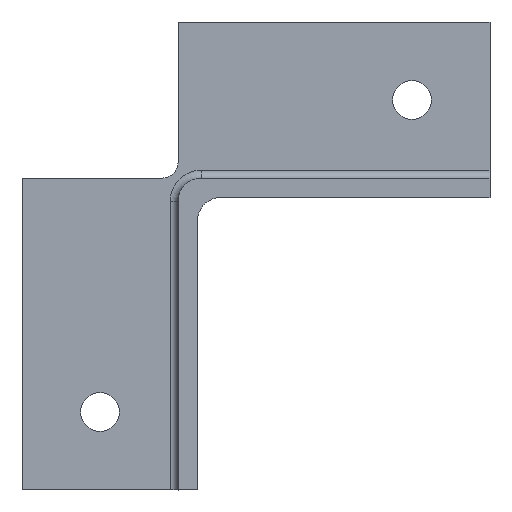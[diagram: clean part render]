
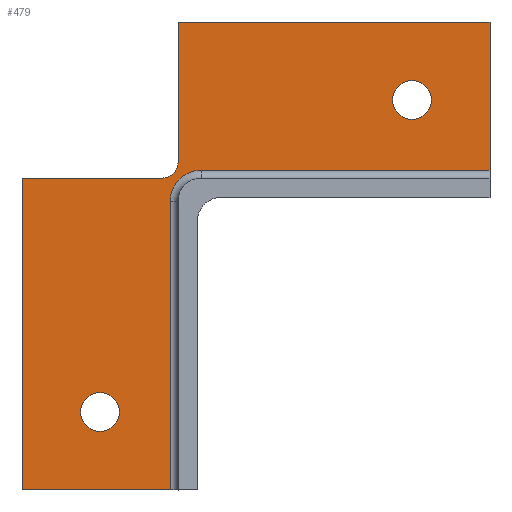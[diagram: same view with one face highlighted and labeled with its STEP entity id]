
A CAD part, front view. The second image highlights one B-rep face of the part: STEP entity #479.
In plain terms, the highlighted planar face has unit normal (0, -1, 0).
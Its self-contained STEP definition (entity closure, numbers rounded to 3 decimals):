
#1 = FACE_BOUND ( 'NONE', #1319, .T. ) ;
#23 = DIRECTION ( 'NONE',  ( 0., -1., 0. ) ) ;
#63 = AXIS2_PLACEMENT_3D ( 'NONE', #2263, #1227, #888 ) ;
#65 = ORIENTED_EDGE ( 'NONE', *, *, #1389, .F. ) ;
#72 = CARTESIAN_POINT ( 'NONE',  ( 13., 10., -13. ) ) ;
#78 = EDGE_CURVE ( 'NONE', #934, #715, #2107, .T. ) ;
#83 = CARTESIAN_POINT ( 'NONE',  ( 0., 10., -42.5 ) ) ;
#105 = VERTEX_POINT ( 'NONE', #595 ) ;
#144 = LINE ( 'NONE', #1220, #1059 ) ;
#150 = EDGE_CURVE ( 'NONE', #303, #1608, #1660, .T. ) ;
#164 = DIRECTION ( 'NONE',  ( 0., 0., -1. ) ) ;
#183 = AXIS2_PLACEMENT_3D ( 'NONE', #1086, #23, #1437 ) ;
#184 = EDGE_LOOP ( 'NONE', ( #1290, #581 ) ) ;
#199 = CARTESIAN_POINT ( 'NONE',  ( 40., 10., -2.5 ) ) ;
#217 = ORIENTED_EDGE ( 'NONE', *, *, #1858, .F. ) ;
#252 = DIRECTION ( 'NONE',  ( 0., 0., -1. ) ) ;
#266 = CARTESIAN_POINT ( 'NONE',  ( 0., 10., -37.5 ) ) ;
#277 = EDGE_CURVE ( 'NONE', #715, #1530, #1303, .T. ) ;
#296 = ORIENTED_EDGE ( 'NONE', *, *, #521, .F. ) ;
#303 = VERTEX_POINT ( 'NONE', #1983 ) ;
#313 = LINE ( 'NONE', #639, #1432 ) ;
#321 = EDGE_CURVE ( 'NONE', #1530, #475, #1545, .T. ) ;
#336 = EDGE_CURVE ( 'NONE', #1738, #1230, #1359, .T. ) ;
#367 = DIRECTION ( 'NONE',  ( 0., 0., -1. ) ) ;
#427 = DIRECTION ( 'NONE',  ( 0., 1., 0. ) ) ;
#463 = FACE_OUTER_BOUND ( 'NONE', #1288, .T. ) ;
#468 = CARTESIAN_POINT ( 'NONE',  ( 8., 10., -10. ) ) ;
#472 = DIRECTION ( 'NONE',  ( 0., 0., 1. ) ) ;
#475 = VERTEX_POINT ( 'NONE', #901 ) ;
#479 = ADVANCED_FACE ( 'NONE', ( #1, #1490, #463 ), #1903, .T. ) ;
#491 = EDGE_CURVE ( 'NONE', #934, #688, #144, .T. ) ;
#519 = CARTESIAN_POINT ( 'NONE',  ( 10., 10., 10. ) ) ;
#521 = EDGE_CURVE ( 'NONE', #640, #1103, #1031, .T. ) ;
#556 = CARTESIAN_POINT ( 'NONE',  ( 0., 10., -40. ) ) ;
#569 = CARTESIAN_POINT ( 'NONE',  ( 10., 10., -8. ) ) ;
#581 = ORIENTED_EDGE ( 'NONE', *, *, #2072, .F. ) ;
#595 = CARTESIAN_POINT ( 'NONE',  ( 10., 10., -8. ) ) ;
#639 = CARTESIAN_POINT ( 'NONE',  ( 50., 10., 10. ) ) ;
#640 = VERTEX_POINT ( 'NONE', #83 ) ;
#688 = VERTEX_POINT ( 'NONE', #1812 ) ;
#699 = CARTESIAN_POINT ( 'NONE',  ( 8., 10., -8. ) ) ;
#715 = VERTEX_POINT ( 'NONE', #1131 ) ;
#754 = CARTESIAN_POINT ( 'NONE',  ( 9., 10., -13. ) ) ;
#782 = DIRECTION ( 'NONE',  ( 0., 0., -1. ) ) ;
#820 = CARTESIAN_POINT ( 'NONE',  ( -10., 10., -10. ) ) ;
#838 = CARTESIAN_POINT ( 'NONE',  ( 9., 10., -50. ) ) ;
#871 = DIRECTION ( 'NONE',  ( 0., -1., 0. ) ) ;
#888 = DIRECTION ( 'NONE',  ( 0., 0., -1. ) ) ;
#895 = EDGE_CURVE ( 'NONE', #1103, #640, #1438, .T. ) ;
#901 = CARTESIAN_POINT ( 'NONE',  ( 50., 10., -9. ) ) ;
#904 = ORIENTED_EDGE ( 'NONE', *, *, #2030, .F. ) ;
#934 = VERTEX_POINT ( 'NONE', #838 ) ;
#972 = AXIS2_PLACEMENT_3D ( 'NONE', #556, #871, #367 ) ;
#986 = AXIS2_PLACEMENT_3D ( 'NONE', #1203, #2251, #1221 ) ;
#996 = CIRCLE ( 'NONE', #986, 2. ) ;
#1007 = ORIENTED_EDGE ( 'NONE', *, *, #321, .T. ) ;
#1031 = CIRCLE ( 'NONE', #972, 2.5 ) ;
#1059 = VECTOR ( 'NONE', #1414, 1000. ) ;
#1076 = CARTESIAN_POINT ( 'NONE',  ( 13., 10., -9. ) ) ;
#1078 = LINE ( 'NONE', #519, #1109 ) ;
#1086 = CARTESIAN_POINT ( 'NONE',  ( 40., 10., 0. ) ) ;
#1103 = VERTEX_POINT ( 'NONE', #266 ) ;
#1109 = VECTOR ( 'NONE', #1547, 1000. ) ;
#1131 = CARTESIAN_POINT ( 'NONE',  ( 9., 10., -13. ) ) ;
#1168 = VECTOR ( 'NONE', #1946, 1000. ) ;
#1203 = CARTESIAN_POINT ( 'NONE',  ( 8., 10., -8. ) ) ;
#1220 = CARTESIAN_POINT ( 'NONE',  ( 12.5, 10., -50. ) ) ;
#1221 = DIRECTION ( 'NONE',  ( 0., 0., -1. ) ) ;
#1226 = ORIENTED_EDGE ( 'NONE', *, *, #336, .F. ) ;
#1227 = DIRECTION ( 'NONE',  ( 0., -1., 0. ) ) ;
#1230 = VERTEX_POINT ( 'NONE', #468 ) ;
#1235 = CARTESIAN_POINT ( 'NONE',  ( 50., 10., 10. ) ) ;
#1270 = LINE ( 'NONE', #2163, #2098 ) ;
#1288 = EDGE_LOOP ( 'NONE', ( #1449, #1007, #1289, #65, #1588, #904, #1226, #217, #1802, #1452 ) ) ;
#1289 = ORIENTED_EDGE ( 'NONE', *, *, #1846, .F. ) ;
#1290 = ORIENTED_EDGE ( 'NONE', *, *, #150, .F. ) ;
#1303 = CIRCLE ( 'NONE', #1435, 4. ) ;
#1312 = CARTESIAN_POINT ( 'NONE',  ( -10., 10., -10. ) ) ;
#1319 = EDGE_LOOP ( 'NONE', ( #1849, #296 ) ) ;
#1359 = LINE ( 'NONE', #820, #1888 ) ;
#1381 = CARTESIAN_POINT ( 'NONE',  ( 0., 10., -40. ) ) ;
#1382 = VECTOR ( 'NONE', #2266, 1000. ) ;
#1389 = EDGE_CURVE ( 'NONE', #2011, #2091, #1078, .T. ) ;
#1414 = DIRECTION ( 'NONE',  ( -1., 0., 0. ) ) ;
#1422 = AXIS2_PLACEMENT_3D ( 'NONE', #1381, #2067, #1549 ) ;
#1432 = VECTOR ( 'NONE', #782, 1000. ) ;
#1435 = AXIS2_PLACEMENT_3D ( 'NONE', #72, #427, #252 ) ;
#1437 = DIRECTION ( 'NONE',  ( 0., 0., -1. ) ) ;
#1438 = CIRCLE ( 'NONE', #1422, 2.5 ) ;
#1449 = ORIENTED_EDGE ( 'NONE', *, *, #277, .T. ) ;
#1452 = ORIENTED_EDGE ( 'NONE', *, *, #78, .T. ) ;
#1490 = FACE_BOUND ( 'NONE', #184, .T. ) ;
#1530 = VERTEX_POINT ( 'NONE', #1076 ) ;
#1537 = CIRCLE ( 'NONE', #63, 2.5 ) ;
#1545 = LINE ( 'NONE', #1852, #1602 ) ;
#1547 = DIRECTION ( 'NONE',  ( 1., 0., 0. ) ) ;
#1549 = DIRECTION ( 'NONE',  ( 0., 0., -1. ) ) ;
#1563 = EDGE_CURVE ( 'NONE', #105, #2011, #1860, .T. ) ;
#1588 = ORIENTED_EDGE ( 'NONE', *, *, #1563, .F. ) ;
#1602 = VECTOR ( 'NONE', #1859, 1000. ) ;
#1608 = VERTEX_POINT ( 'NONE', #199 ) ;
#1660 = CIRCLE ( 'NONE', #183, 2.5 ) ;
#1738 = VERTEX_POINT ( 'NONE', #1312 ) ;
#1802 = ORIENTED_EDGE ( 'NONE', *, *, #491, .F. ) ;
#1812 = CARTESIAN_POINT ( 'NONE',  ( -10., 10., -50. ) ) ;
#1846 = EDGE_CURVE ( 'NONE', #2091, #475, #313, .T. ) ;
#1849 = ORIENTED_EDGE ( 'NONE', *, *, #895, .F. ) ;
#1852 = CARTESIAN_POINT ( 'NONE',  ( 50., 10., -9. ) ) ;
#1858 = EDGE_CURVE ( 'NONE', #688, #1738, #1270, .T. ) ;
#1859 = DIRECTION ( 'NONE',  ( 1., 0., 0. ) ) ;
#1860 = LINE ( 'NONE', #569, #1382 ) ;
#1884 = CARTESIAN_POINT ( 'NONE',  ( 10., 10., 10. ) ) ;
#1888 = VECTOR ( 'NONE', #2015, 1000. ) ;
#1903 = PLANE ( 'NONE',  #1972 ) ;
#1946 = DIRECTION ( 'NONE',  ( 0., 0., 1. ) ) ;
#1972 = AXIS2_PLACEMENT_3D ( 'NONE', #699, #2250, #164 ) ;
#1983 = CARTESIAN_POINT ( 'NONE',  ( 40., 10., 2.5 ) ) ;
#2011 = VERTEX_POINT ( 'NONE', #1884 ) ;
#2015 = DIRECTION ( 'NONE',  ( 1., 0., 0. ) ) ;
#2030 = EDGE_CURVE ( 'NONE', #1230, #105, #996, .T. ) ;
#2067 = DIRECTION ( 'NONE',  ( 0., -1., 0. ) ) ;
#2072 = EDGE_CURVE ( 'NONE', #1608, #303, #1537, .T. ) ;
#2091 = VERTEX_POINT ( 'NONE', #1235 ) ;
#2098 = VECTOR ( 'NONE', #472, 1000. ) ;
#2107 = LINE ( 'NONE', #754, #1168 ) ;
#2163 = CARTESIAN_POINT ( 'NONE',  ( -10., 10., -50. ) ) ;
#2250 = DIRECTION ( 'NONE',  ( 0., -1., 0. ) ) ;
#2251 = DIRECTION ( 'NONE',  ( 0., -1., 0. ) ) ;
#2263 = CARTESIAN_POINT ( 'NONE',  ( 40., 10., 0. ) ) ;
#2266 = DIRECTION ( 'NONE',  ( 0., 0., 1. ) ) ;
